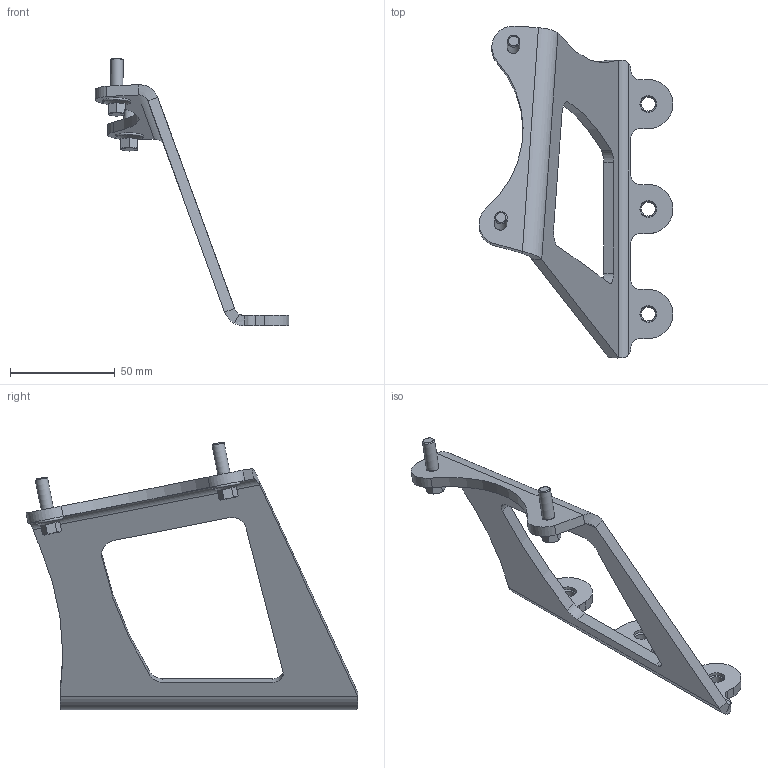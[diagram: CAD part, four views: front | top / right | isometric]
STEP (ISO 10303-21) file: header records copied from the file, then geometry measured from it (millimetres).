
FILE_DESCRIPTION(/* description */ (''),/* implementation_level */ '2;1');
FILE_NAME(/* name */ 'Mount_Legs v2.step',/* time_stamp */ '2024-11-15T08:26:14+11:00',/* author */ (''),/* organization */ (''),/* preprocessor_version */ 'ST-DEVELOPER v20',/* originating_system */ 'Autodesk Translation Framework v13.20.0.188',/* authorisation */ '');
FILE_SCHEMA (('AUTOMOTIVE_DESIGN { 1 0 10303 214 3 1 1 }'));
Length unit declared in the file: millimetre
Products named in the file (2): Mount_Legs v2; Hex Flange Screw ANSI B18.2.3.4M - M6 x 1x20 Steel Grade 2 Plain v1
Assembly tree (2 placements, depth 2):
  Mount_Legs v2
    Hex Flange Screw ANSI B18.2.3.4M - M6 x 1x20 Steel Grade 2 Plain v1  x2
Bounding box: 92.34 x 157.97 x 127.57 mm (x, y, z)
Volume: 59084.3 mm3; surface area: 29524.8 mm2
Topology: 3 solids, 3 shells, 128 faces, 328 edges, 211 vertices
Faces by surface type: cylinder 56, plane 47, cone 11, bspline 10, torus 4
Full cylindrical faces by diameter (mm): 5.035 x4, 5.884 x2, 6.6 x3, 8 x3
Entity records: 5394 total; most frequent: CARTESIAN_POINT 2660, ORIENTED_EDGE 590, DIRECTION 518, EDGE_CURVE 295, AXIS2_PLACEMENT_3D 194, VERTEX_POINT 190, LINE 130, VECTOR 130
